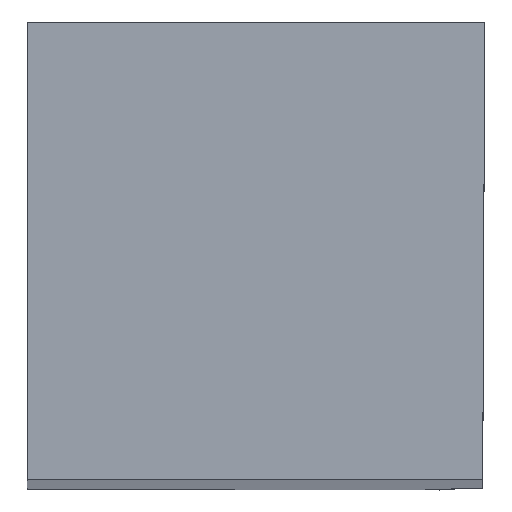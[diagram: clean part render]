
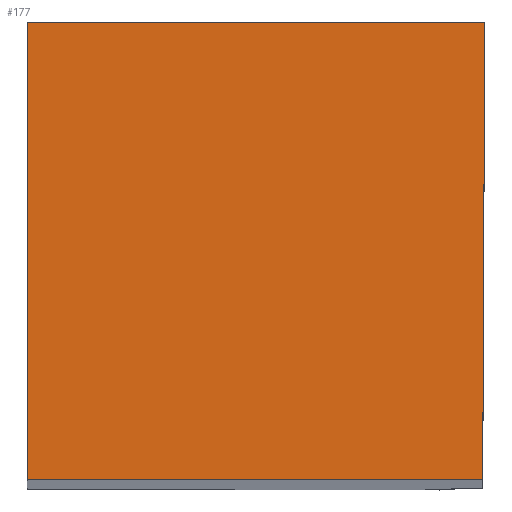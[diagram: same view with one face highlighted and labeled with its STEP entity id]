
A CAD part, top view. The second image highlights one B-rep face of the part: STEP entity #177.
In plain terms, the highlighted planar face has unit normal (0, 0, 1).
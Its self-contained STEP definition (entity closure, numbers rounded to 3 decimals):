
#177=ADVANCED_FACE('',(#234),#211,.T.);
#211=PLANE('',#794);
#234=FACE_OUTER_BOUND('',#259,.T.);
#259=EDGE_LOOP('',(#356,#357,#358,#359));
#356=ORIENTED_EDGE('',*,*,#540,.F.);
#357=ORIENTED_EDGE('',*,*,#548,.T.);
#358=ORIENTED_EDGE('',*,*,#549,.F.);
#359=ORIENTED_EDGE('',*,*,#533,.F.);
#473=VERTEX_POINT('',#1102);
#474=VERTEX_POINT('',#1104);
#479=VERTEX_POINT('',#1116);
#481=VERTEX_POINT('',#1129);
#533=EDGE_CURVE('',#473,#474,#609,.T.);
#540=EDGE_CURVE('',#479,#473,#614,.T.);
#548=EDGE_CURVE('',#479,#481,#620,.T.);
#549=EDGE_CURVE('',#474,#481,#621,.T.);
#609=LINE('',#1103,#662);
#614=LINE('',#1117,#667);
#620=LINE('',#1130,#673);
#621=LINE('',#1132,#674);
#662=VECTOR('',#890,1.);
#667=VECTOR('',#901,1.);
#673=VECTOR('',#917,1.);
#674=VECTOR('',#920,1.);
#794=AXIS2_PLACEMENT_3D('',#1134,#923,#924);
#890=DIRECTION('',(1.,0.,0.));
#901=DIRECTION('',(0.,1.,0.));
#917=DIRECTION('',(1.,0.,0.));
#920=DIRECTION('',(-0.004,-1.,0.));
#923=DIRECTION('',(0.,0.,1.));
#924=DIRECTION('',(1.,0.,0.));
#1102=CARTESIAN_POINT('',(-9.475,9.475,0.));
#1103=CARTESIAN_POINT('',(-11.525,9.475,0.));
#1104=CARTESIAN_POINT('',(0.,9.475,0.));
#1116=CARTESIAN_POINT('',(-9.475,0.,0.));
#1117=CARTESIAN_POINT('',(-9.475,-2.,0.));
#1129=CARTESIAN_POINT('',(-0.041,0.,0.));
#1130=CARTESIAN_POINT('',(-11.525,0.,0.));
#1132=CARTESIAN_POINT('',(0.009,11.484,0.));
#1134=CARTESIAN_POINT('',(2.,11.475,0.));
